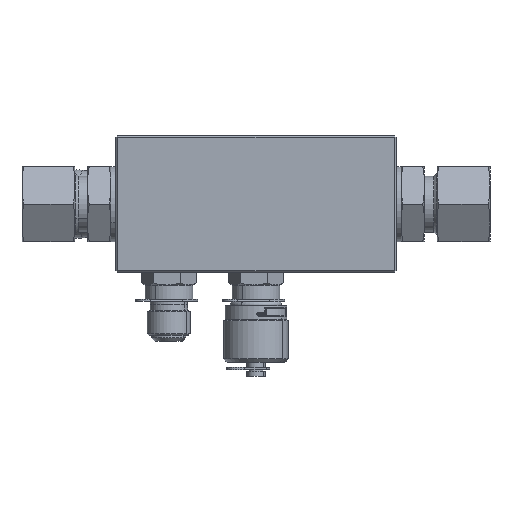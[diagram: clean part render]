
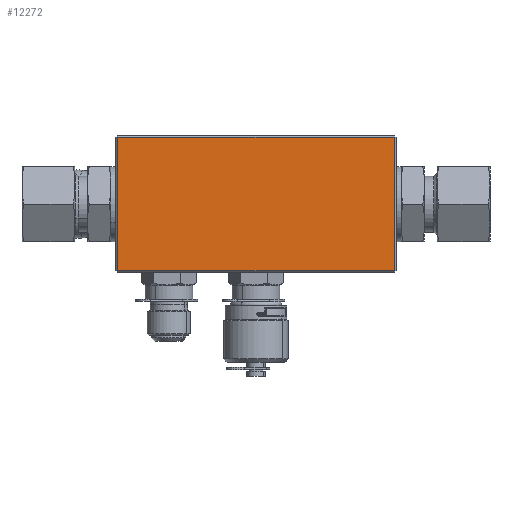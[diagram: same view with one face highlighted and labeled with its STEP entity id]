
A CAD part, front view. The second image highlights one B-rep face of the part: STEP entity #12272.
In plain terms, the highlighted planar face has unit normal (0, -1, 0).
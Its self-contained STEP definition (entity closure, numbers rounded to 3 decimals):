
#903 = DIRECTION ( 'NONE',  ( -1., 0., 0. ) ) ;
#1982 = EDGE_CURVE ( 'Defeature ausgef�hrt1_4+Defeature ausgef�hrt1_15+Defeature ausgef�hrt1_18+Defeature ausgef�hrt1_22', #15380, #9453, #7538, .T. ) ;
#2084 = VERTEX_POINT ( 'NONE', #2185 ) ;
#2185 = CARTESIAN_POINT ( 'NONE',  ( -81.5, -20., 19.5 ) ) ;
#2242 = CARTESIAN_POINT ( 'NONE',  ( -81.5, -20., -19.5 ) ) ;
#2822 = CARTESIAN_POINT ( 'NONE',  ( -81.5, -20., 20. ) ) ;
#2958 = ORIENTED_EDGE ( 'NONE', *, *, #1982, .T. ) ;
#3435 = EDGE_CURVE ( 'Defeature ausgef�hrt1_4+Defeature ausgef�hrt1_22+Defeature ausgef�hrt1_15+Defeature ausgef�hrt1_23', #9453, #13469, #14798, .T. ) ;
#4176 = DIRECTION ( 'NONE',  ( 0., 0., -1. ) ) ;
#4316 = PLANE ( 'NONE',  #11804 ) ;
#4768 = VECTOR ( 'NONE', #11965, 1000. ) ;
#5106 = EDGE_CURVE ( 'Defeature ausgef�hrt1_4+Defeature ausgef�hrt1_18+Defeature ausgef�hrt1_23+Defeature ausgef�hrt1_15', #2084, #15380, #12759, .T. ) ;
#5658 = CARTESIAN_POINT ( 'NONE',  ( -0.5, -20., -19.5 ) ) ;
#6069 = DIRECTION ( 'NONE',  ( 1., 0., 0. ) ) ;
#6434 = VECTOR ( 'NONE', #903, 1000. ) ;
#6838 = VECTOR ( 'NONE', #6069, 1000. ) ;
#7173 = CARTESIAN_POINT ( 'NONE',  ( -82., -20., 20. ) ) ;
#7538 = LINE ( 'NONE', #10210, #6838 ) ;
#7714 = CARTESIAN_POINT ( 'NONE',  ( -0.5, -20., 19.5 ) ) ;
#9374 = CARTESIAN_POINT ( 'NONE',  ( -0.5, -20., 20. ) ) ;
#9453 = VERTEX_POINT ( 'NONE', #5658 ) ;
#10023 = DIRECTION ( 'NONE',  ( 0., -1., 0. ) ) ;
#10124 = LINE ( 'NONE', #15590, #6434 ) ;
#10196 = VECTOR ( 'NONE', #4176, 1000. ) ;
#10210 = CARTESIAN_POINT ( 'NONE',  ( -82., -20., -19.5 ) ) ;
#10751 = EDGE_LOOP ( 'NONE', ( #2958, #13434, #15962, #17650 ) ) ;
#11631 = DIRECTION ( 'NONE',  ( 0., 0., -1. ) ) ;
#11804 = AXIS2_PLACEMENT_3D ( 'NONE', #7173, #10023, #11631 ) ;
#11965 = DIRECTION ( 'NONE',  ( 0., 0., 1. ) ) ;
#12272 = ADVANCED_FACE ( 'Defeature ausgef�hrt1_4', ( #16921 ), #4316, .T. ) ;
#12759 = LINE ( 'NONE', #2822, #10196 ) ;
#13434 = ORIENTED_EDGE ( 'NONE', *, *, #3435, .T. ) ;
#13469 = VERTEX_POINT ( 'NONE', #7714 ) ;
#14798 = LINE ( 'NONE', #9374, #4768 ) ;
#15380 = VERTEX_POINT ( 'NONE', #2242 ) ;
#15590 = CARTESIAN_POINT ( 'NONE',  ( -82., -20., 19.5 ) ) ;
#15962 = ORIENTED_EDGE ( 'NONE', *, *, #16183, .T. ) ;
#16183 = EDGE_CURVE ( 'Defeature ausgef�hrt1_4+Defeature ausgef�hrt1_23+Defeature ausgef�hrt1_22+Defeature ausgef�hrt1_18', #13469, #2084, #10124, .T. ) ;
#16921 = FACE_OUTER_BOUND ( 'NONE', #10751, .T. ) ;
#17650 = ORIENTED_EDGE ( 'NONE', *, *, #5106, .T. ) ;
